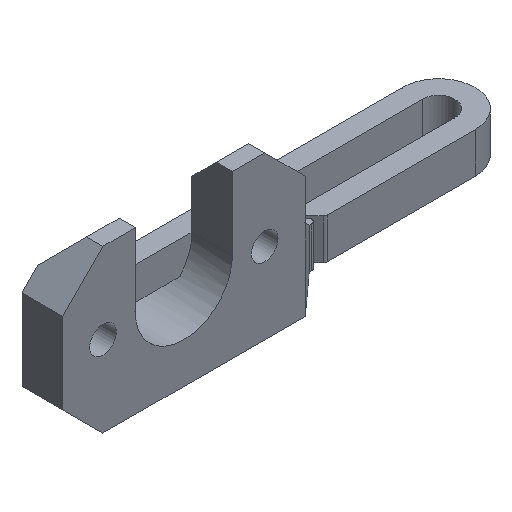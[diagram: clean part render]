
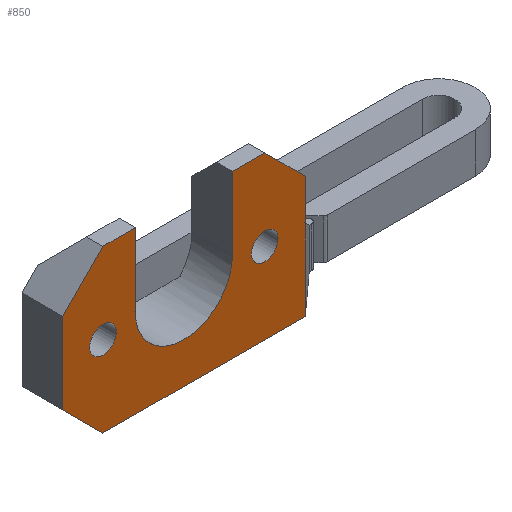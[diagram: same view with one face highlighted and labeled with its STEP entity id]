
A CAD part, isometric view. The second image highlights one B-rep face of the part: STEP entity #850.
In plain terms, the highlighted planar face has unit normal (0, -1, 0).
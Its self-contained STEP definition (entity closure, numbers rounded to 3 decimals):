
#28=FACE_BOUND('',#122,.T.);
#29=FACE_BOUND('',#123,.T.);
#45=CIRCLE('',#932,6.);
#46=CIRCLE('',#933,1.65);
#47=CIRCLE('',#934,1.65);
#48=CIRCLE('',#935,1.65);
#49=CIRCLE('',#936,1.65);
#76=FACE_OUTER_BOUND('',#121,.T.);
#121=EDGE_LOOP('',(#621,#622,#623,#624,#625,#626,#627,#628,#629,#630,#631,
#632));
#122=EDGE_LOOP('',(#633,#634));
#123=EDGE_LOOP('',(#635,#636));
#196=LINE('',#1342,#286);
#197=LINE('',#1346,#287);
#200=LINE('',#1351,#290);
#202=LINE('',#1355,#292);
#203=LINE('',#1356,#293);
#204=LINE('',#1358,#294);
#205=LINE('',#1360,#295);
#206=LINE('',#1362,#296);
#207=LINE('',#1366,#297);
#208=LINE('',#1368,#298);
#209=LINE('',#1369,#299);
#286=VECTOR('',#1070,10.);
#287=VECTOR('',#1073,10.);
#290=VECTOR('',#1078,10.);
#292=VECTOR('',#1082,10.);
#293=VECTOR('',#1083,10.);
#294=VECTOR('',#1084,10.);
#295=VECTOR('',#1085,10.);
#296=VECTOR('',#1086,10.);
#297=VECTOR('',#1089,10.);
#298=VECTOR('',#1090,10.);
#299=VECTOR('',#1091,10.);
#382=VERTEX_POINT('',#1335);
#383=VERTEX_POINT('',#1340);
#384=VERTEX_POINT('',#1344);
#385=VERTEX_POINT('',#1345);
#386=VERTEX_POINT('',#1350);
#387=VERTEX_POINT('',#1354);
#388=VERTEX_POINT('',#1357);
#389=VERTEX_POINT('',#1359);
#390=VERTEX_POINT('',#1361);
#391=VERTEX_POINT('',#1363);
#392=VERTEX_POINT('',#1365);
#393=VERTEX_POINT('',#1367);
#394=VERTEX_POINT('',#1370);
#395=VERTEX_POINT('',#1371);
#396=VERTEX_POINT('',#1374);
#397=VERTEX_POINT('',#1375);
#476=EDGE_CURVE('',#382,#383,#196,.T.);
#477=EDGE_CURVE('',#384,#385,#197,.T.);
#480=EDGE_CURVE('',#385,#386,#200,.T.);
#482=EDGE_CURVE('',#384,#387,#202,.T.);
#483=EDGE_CURVE('',#387,#382,#203,.T.);
#484=EDGE_CURVE('',#388,#383,#204,.T.);
#485=EDGE_CURVE('',#389,#388,#205,.T.);
#486=EDGE_CURVE('',#389,#390,#206,.T.);
#487=EDGE_CURVE('',#390,#391,#45,.T.);
#488=EDGE_CURVE('',#391,#392,#207,.T.);
#489=EDGE_CURVE('',#393,#392,#208,.T.);
#490=EDGE_CURVE('',#386,#393,#209,.T.);
#491=EDGE_CURVE('',#394,#395,#46,.T.);
#492=EDGE_CURVE('',#395,#394,#47,.T.);
#493=EDGE_CURVE('',#396,#397,#48,.T.);
#494=EDGE_CURVE('',#397,#396,#49,.T.);
#621=ORIENTED_EDGE('',*,*,#477,.F.);
#622=ORIENTED_EDGE('',*,*,#482,.T.);
#623=ORIENTED_EDGE('',*,*,#483,.T.);
#624=ORIENTED_EDGE('',*,*,#476,.T.);
#625=ORIENTED_EDGE('',*,*,#484,.F.);
#626=ORIENTED_EDGE('',*,*,#485,.F.);
#627=ORIENTED_EDGE('',*,*,#486,.T.);
#628=ORIENTED_EDGE('',*,*,#487,.T.);
#629=ORIENTED_EDGE('',*,*,#488,.T.);
#630=ORIENTED_EDGE('',*,*,#489,.F.);
#631=ORIENTED_EDGE('',*,*,#490,.F.);
#632=ORIENTED_EDGE('',*,*,#480,.F.);
#633=ORIENTED_EDGE('',*,*,#491,.T.);
#634=ORIENTED_EDGE('',*,*,#492,.T.);
#635=ORIENTED_EDGE('',*,*,#493,.T.);
#636=ORIENTED_EDGE('',*,*,#494,.T.);
#818=PLANE('',#931);
#850=ADVANCED_FACE('',(#76,#28,#29),#818,.T.);
#931=AXIS2_PLACEMENT_3D('',#1353,#1080,#1081);
#932=AXIS2_PLACEMENT_3D('',#1364,#1087,#1088);
#933=AXIS2_PLACEMENT_3D('',#1372,#1092,#1093);
#934=AXIS2_PLACEMENT_3D('',#1373,#1094,#1095);
#935=AXIS2_PLACEMENT_3D('',#1376,#1096,#1097);
#936=AXIS2_PLACEMENT_3D('',#1377,#1098,#1099);
#1070=DIRECTION('',(0.,0.,1.));
#1073=DIRECTION('',(-0.707,0.,0.707));
#1078=DIRECTION('',(0.,0.,1.));
#1080=DIRECTION('center_axis',(0.,-1.,0.));
#1081=DIRECTION('ref_axis',(1.,0.,0.));
#1082=DIRECTION('',(1.,0.,0.));
#1083=DIRECTION('',(0.,0.,1.));
#1084=DIRECTION('',(0.707,0.,-0.707));
#1085=DIRECTION('',(1.,0.,0.));
#1086=DIRECTION('',(0.,0.,-1.));
#1087=DIRECTION('center_axis',(0.,1.,0.));
#1088=DIRECTION('ref_axis',(-1.,0.,0.));
#1089=DIRECTION('',(0.,0.,1.));
#1090=DIRECTION('',(1.,0.,0.));
#1091=DIRECTION('',(0.707,0.,0.707));
#1092=DIRECTION('center_axis',(0.,1.,0.));
#1093=DIRECTION('ref_axis',(1.,0.,0.));
#1094=DIRECTION('center_axis',(0.,1.,0.));
#1095=DIRECTION('ref_axis',(1.,0.,0.));
#1096=DIRECTION('center_axis',(0.,1.,0.));
#1097=DIRECTION('ref_axis',(1.,0.,0.));
#1098=DIRECTION('center_axis',(0.,1.,0.));
#1099=DIRECTION('ref_axis',(1.,0.,0.));
#1335=CARTESIAN_POINT('',(20.,-9.,10.));
#1340=CARTESIAN_POINT('',(20.,-9.,15.));
#1342=CARTESIAN_POINT('',(20.,-9.,5.));
#1344=CARTESIAN_POINT('',(-5.,-9.,0.));
#1345=CARTESIAN_POINT('',(-10.,-9.,5.));
#1346=CARTESIAN_POINT('',(-7.5,-9.,2.5));
#1350=CARTESIAN_POINT('',(-10.,-9.,15.));
#1351=CARTESIAN_POINT('',(-10.,-9.,0.));
#1353=CARTESIAN_POINT('Origin',(-10.,-9.,0.));
#1354=CARTESIAN_POINT('',(20.,-9.,0.));
#1355=CARTESIAN_POINT('',(-10.,-9.,0.));
#1356=CARTESIAN_POINT('',(20.,-9.,0.));
#1357=CARTESIAN_POINT('',(15.,-9.,20.));
#1358=CARTESIAN_POINT('',(15.,-9.,20.));
#1359=CARTESIAN_POINT('',(11.,-9.,20.));
#1360=CARTESIAN_POINT('',(-10.,-9.,20.));
#1361=CARTESIAN_POINT('',(11.,-9.,11.));
#1362=CARTESIAN_POINT('',(11.,-9.,10.));
#1363=CARTESIAN_POINT('',(-1.,-9.,11.));
#1364=CARTESIAN_POINT('Origin',(5.,-9.,11.));
#1365=CARTESIAN_POINT('',(-1.,-9.,20.));
#1366=CARTESIAN_POINT('',(-1.,-9.,5.5));
#1367=CARTESIAN_POINT('',(-5.,-9.,20.));
#1368=CARTESIAN_POINT('',(-10.,-9.,20.));
#1369=CARTESIAN_POINT('',(-12.5,-9.,12.5));
#1370=CARTESIAN_POINT('',(-3.35,-9.,10.));
#1371=CARTESIAN_POINT('',(-6.65,-9.,10.));
#1372=CARTESIAN_POINT('Origin',(-5.,-9.,10.));
#1373=CARTESIAN_POINT('Origin',(-5.,-9.,10.));
#1374=CARTESIAN_POINT('',(16.65,-9.,10.));
#1375=CARTESIAN_POINT('',(13.35,-9.,10.));
#1376=CARTESIAN_POINT('Origin',(15.,-9.,10.));
#1377=CARTESIAN_POINT('Origin',(15.,-9.,10.));
